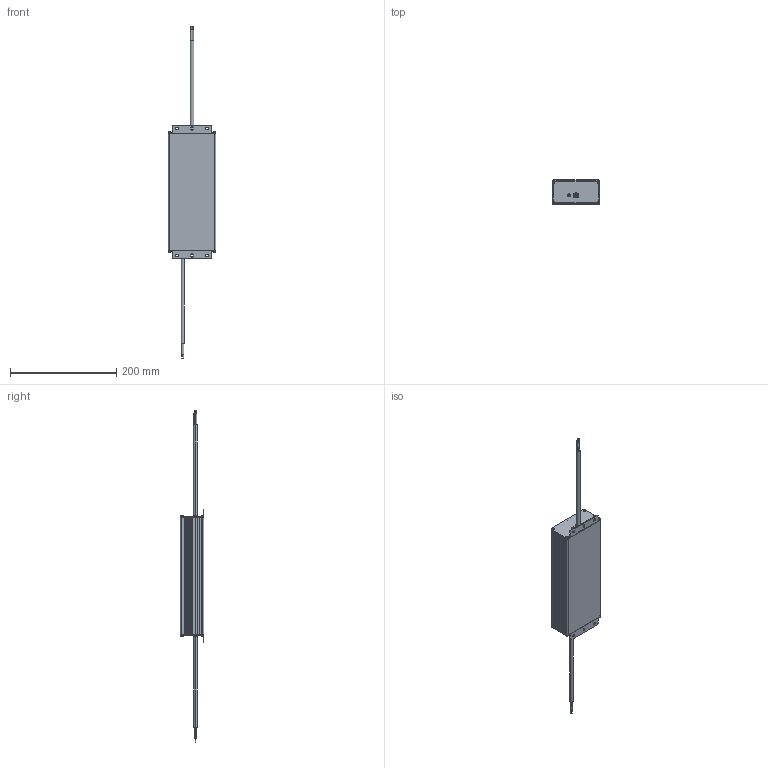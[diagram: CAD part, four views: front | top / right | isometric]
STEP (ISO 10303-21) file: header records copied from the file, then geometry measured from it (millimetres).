
FILE_DESCRIPTION((''),'2;1');
FILE_NAME('LEXV250W-V1_ASM','2019-07-22T',('wsenga'),(''),'PRO/ENGINEER BY PARAMETRIC TECHNOLOGY CORPORATION, 2012360','PRO/ENGINEER BY PARAMETRIC TECHNOLOGY CORPORATION, 2012360','');
FILE_SCHEMA(('CONFIG_CONTROL_DESIGN'));
Length unit declared in the file: millimetre
Products named in the file (7): LEXV250W-1A-V1; LEXV250W-2A; SCREW; LEXV250-3A; WIRE-2; WIRE-3; LEXV250W-V1_ASM
Assembly tree (15 placements, depth 2):
  LEXV250W-V1_ASM
    LEXV250W-1A-V1
    LEXV250W-2A
    SCREW  x10
    LEXV250-3A
    WIRE-2
    WIRE-3
Bounding box: 90 x 45 x 625 mm (x, y, z)
Volume: 171469.5 mm3; surface area: 168475.5 mm2
Topology: 15 solids, 15 shells, 573 faces, 1446 edges, 926 vertices
Faces by surface type: plane 421, cylinder 128, torus 20, cone 4
Entity records: 9900 total; most frequent: CARTESIAN_POINT 1814, DIRECTION 1644, ORIENTED_EDGE 1632, EDGE_CURVE 816, VECTOR 606, LINE 606, VERTEX_POINT 539, AXIS2_PLACEMENT_3D 519
